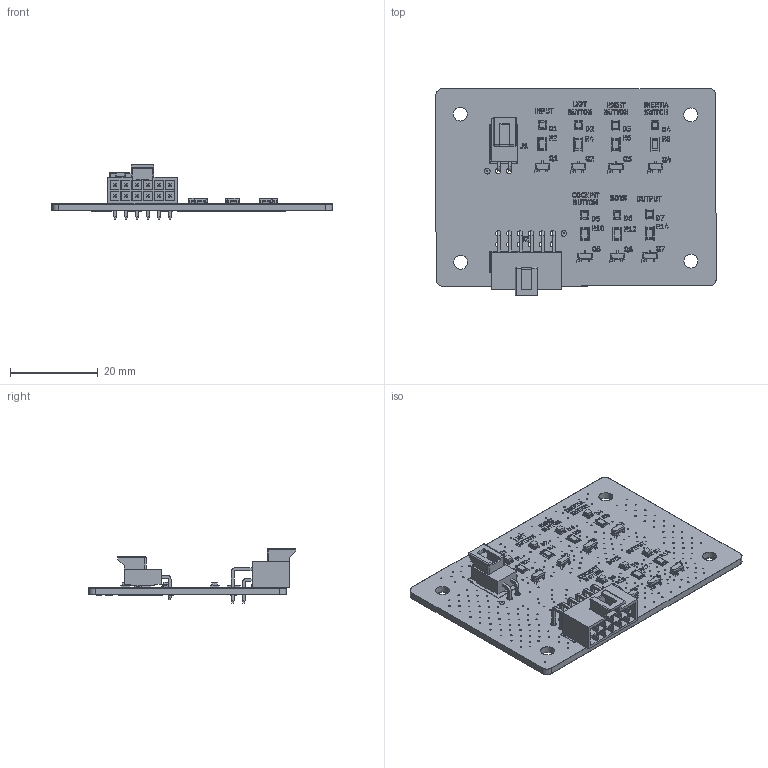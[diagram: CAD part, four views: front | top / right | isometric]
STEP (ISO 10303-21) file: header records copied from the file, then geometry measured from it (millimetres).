
FILE_DESCRIPTION(('KiCad electronic assembly'),'2;1');
FILE_NAME('TEST.step','2025-11-11T22:36:57',('Pcbnew'),('Kicad'), 'Open CASCADE STEP processor 7.9','KiCad to STEP converter','Unknown' );
FILE_SCHEMA(('AUTOMOTIVE_DESIGN { 1 0 10303 214 1 1 1 1 }'));
Length unit declared in the file: millimetre
Products named in the file (13): TEST 1; SOT-23; kicad_embedded_35069A601623F8439206DA54F16D80D0; SOLID; COMPOUND; R_0805_2012Metric; LED_0805_2012Metric; 1053141312; TEST_silkscreen; TEST_soldermask; TEST_PCB
Assembly tree (30 placements, depth 3):
  TEST 1
    SOT-23  x7
    kicad_embedded_35069A601623F8439206DA54F16D80D0
      SOLID
      COMPOUND
    R_0805_2012Metric  x7
    LED_0805_2012Metric  x7
    1053141312
      SOLID
      COMPOUND
    TEST_silkscreen
    TEST_soldermask
    TEST_PCB
Bounding box: 63.95 x 47.26 x 12.34 mm (x, y, z)
Volume: 4973.4 mm3; surface area: 14799 mm2
Topology: 24 solids, 290 shells, 2184 faces, 9268 edges, 7485 vertices
Faces by surface type: plane 1306, cylinder 556, bspline 294, cone 24, sphere 4
Full cylindrical faces by diameter (mm): 0.3 x306, 1.245 x14, 1.854 x4, 3.2 x4
Entity records: 75727 total; most frequent: CARTESIAN_POINT 14810, DIRECTION 11555, ORIENTED_EDGE 9814, EDGE_CURVE 6988, VERTEX_POINT 5991, LINE 4851, VECTOR 4851, AXIS2_PLACEMENT_3D 3352
